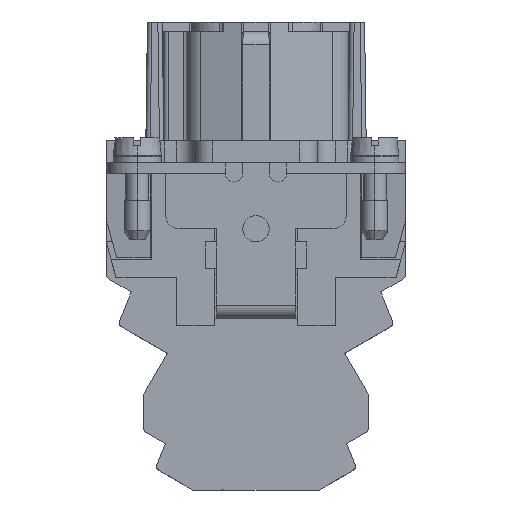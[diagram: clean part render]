
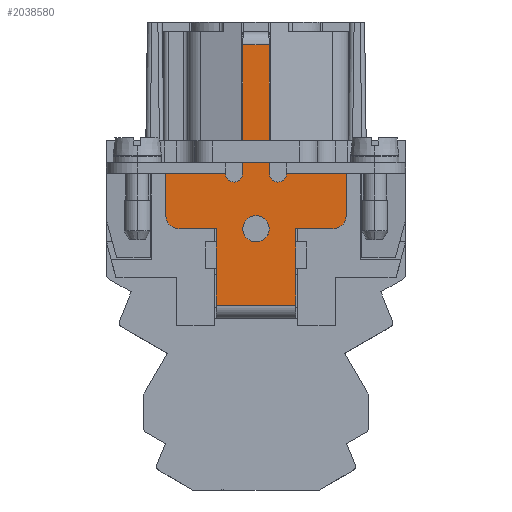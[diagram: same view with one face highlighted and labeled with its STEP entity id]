
A CAD part, left-side view. The second image highlights one B-rep face of the part: STEP entity #2038580.
In plain terms, the highlighted planar face has unit normal (-1, 0, 0).
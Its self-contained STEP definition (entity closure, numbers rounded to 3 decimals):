
#2011190=CARTESIAN_POINT('',(-4.462,35.249,-23.));
#2011200=VERTEX_POINT('',#2011190);
#2011370=CARTESIAN_POINT('',(-4.462,39.499,-23.));
#2011380=VERTEX_POINT('',#2011370);
#2011410=CARTESIAN_POINT('',(-4.462,0.,-23.));
#2011420=DIRECTION('',(0.,1.,0.));
#2011430=VECTOR('',#2011420,1.);
#2011440=LINE('',#2011410,#2011430);
#2011450=EDGE_CURVE('',#2011200,#2011380,#2011440,.T.);
#2011660=CARTESIAN_POINT('',(-4.462,33.749,-21.5));
#2011670=VERTEX_POINT('',#2011660);
#2011800=CARTESIAN_POINT('',(-4.462,35.249,-21.5));
#2011810=DIRECTION('',(1.,0.,0.));
#2011820=DIRECTION('',(0.,-1.,0.));
#2011830=AXIS2_PLACEMENT_3D('',#2011800,#2011810,#2011820);
#2011840=CIRCLE('',#2011830,1.5);
#2011850=EDGE_CURVE('',#2011670,#2011200,#2011840,.T.);
#2012030=CARTESIAN_POINT('',(-4.462,33.749,0.));
#2012040=DIRECTION('',(0.,0.,-1.));
#2012050=VECTOR('',#2012040,1.);
#2012060=LINE('',#2012030,#2012050);
#2012070=CARTESIAN_POINT('',(-4.462,33.749,-16.7));
#2012080=VERTEX_POINT('',#2012070);
#2012090=EDGE_CURVE('',#2012080,#2011670,#2012060,.T.);
#2012440=CARTESIAN_POINT('',(-4.462,54.249,-16.7));
#2012450=VERTEX_POINT('',#2012440);
#2012500=CARTESIAN_POINT('',(-4.462,54.249,0.));
#2012510=DIRECTION('',(0.,0.,1.));
#2012520=VECTOR('',#2012510,1.);
#2012530=LINE('',#2012500,#2012520);
#2012540=CARTESIAN_POINT('',(-4.462,54.249,-21.5));
#2012550=VERTEX_POINT('',#2012540);
#2012560=EDGE_CURVE('',#2012550,#2012450,#2012530,.T.);
#2012910=CARTESIAN_POINT('',(-4.462,52.749,-23.));
#2012920=VERTEX_POINT('',#2012910);
#2013050=CARTESIAN_POINT('',(-4.462,52.749,-21.5));
#2013060=DIRECTION('',(1.,0.,0.));
#2013070=DIRECTION('',(0.,-1.,0.));
#2013080=AXIS2_PLACEMENT_3D('',#2013050,#2013060,#2013070);
#2013090=CIRCLE('',#2013080,1.5);
#2013100=EDGE_CURVE('',#2012920,#2012550,#2013090,.T.);
#2013310=CARTESIAN_POINT('',(-4.462,48.499,-23.));
#2013320=VERTEX_POINT('',#2013310);
#2013440=CARTESIAN_POINT('',(-4.462,0.,-23.));
#2013450=DIRECTION('',(0.,1.,0.));
#2013460=VECTOR('',#2013450,1.);
#2013470=LINE('',#2013440,#2013460);
#2013480=EDGE_CURVE('',#2013320,#2012920,#2013470,.T.);
#2018660=CARTESIAN_POINT('',(-4.462,48.499,0.));
#2018670=DIRECTION('',(0.,0.,-1.));
#2018680=VECTOR('',#2018670,1.);
#2018690=LINE('',#2018660,#2018680);
#2018700=CARTESIAN_POINT('',(-4.462,48.499,-24.5));
#2018710=VERTEX_POINT('',#2018700);
#2018720=EDGE_CURVE('',#2013320,#2018710,#2018690,.T.);
#2019100=CARTESIAN_POINT('',(-4.462,45.499,-23.));
#2019110=VERTEX_POINT('',#2019100);
#2019140=CARTESIAN_POINT('',(-4.462,43.999,-23.));
#2019150=DIRECTION('',(-1.,0.,0.));
#2019160=DIRECTION('',(0.,1.,0.));
#2019170=AXIS2_PLACEMENT_3D('',#2019140,#2019150,#2019160);
#2019180=CIRCLE('',#2019170,1.5);
#2019190=CARTESIAN_POINT('',(-4.462,42.499,-23.));
#2019200=VERTEX_POINT('',#2019190);
#2019210=EDGE_CURVE('',#2019200,#2019110,#2019180,.T.);
#2020330=CARTESIAN_POINT('',(-4.462,39.499,0.));
#2020340=DIRECTION('',(0.,0.,1.));
#2020350=VECTOR('',#2020340,1.);
#2020360=LINE('',#2020330,#2020350);
#2020370=CARTESIAN_POINT('',(-4.462,39.499,-24.5));
#2020380=VERTEX_POINT('',#2020370);
#2020390=EDGE_CURVE('',#2020380,#2011380,#2020360,.T.);
#2021240=CARTESIAN_POINT('',(-4.462,48.499,-27.5));
#2021250=VERTEX_POINT('',#2021240);
#2021260=EDGE_CURVE('',#2018710,#2021250,#2018690,.T.);
#2026910=CARTESIAN_POINT('',(-4.462,39.499,-27.5));
#2026920=VERTEX_POINT('',#2026910);
#2027050=CARTESIAN_POINT('',(-4.462,39.499,-31.7));
#2027060=VERTEX_POINT('',#2027050);
#2027090=EDGE_CURVE('',#2027060,#2026920,#2020360,.T.);
#2027260=CARTESIAN_POINT('',(-4.462,48.499,-31.7));
#2027270=VERTEX_POINT('',#2027260);
#2027430=EDGE_CURVE('',#2021250,#2027270,#2018690,.T.);
#2027600=CARTESIAN_POINT('',(-4.462,0.,-31.7));
#2027610=DIRECTION('',(0.,1.,0.));
#2027620=VECTOR('',#2027610,1.);
#2027630=LINE('',#2027600,#2027620);
#2027640=EDGE_CURVE('',#2027060,#2027270,#2027630,.T.);
#2028050=CARTESIAN_POINT('',(-4.462,45.499,-2.1));
#2028060=VERTEX_POINT('',#2028050);
#2028090=CARTESIAN_POINT('',(-4.462,45.499,0.));
#2028100=DIRECTION('',(0.,0.,1.));
#2028110=VECTOR('',#2028100,1.);
#2028120=LINE('',#2028090,#2028110);
#2028130=CARTESIAN_POINT('',(-4.462,45.499,-16.7));
#2028140=VERTEX_POINT('',#2028130);
#2028150=EDGE_CURVE('',#2028140,#2028060,#2028120,.T.);
#2028760=CARTESIAN_POINT('',(-4.462,42.499,0.));
#2028770=DIRECTION('',(0.,0.,-1.));
#2028780=VECTOR('',#2028770,1.);
#2028790=LINE('',#2028760,#2028780);
#2028800=CARTESIAN_POINT('',(-4.462,42.499,-2.1));
#2028810=VERTEX_POINT('',#2028800);
#2028820=CARTESIAN_POINT('',(-4.462,42.499,-16.7));
#2028830=VERTEX_POINT('',#2028820);
#2028840=EDGE_CURVE('',#2028810,#2028830,#2028790,.T.);
#2029830=CARTESIAN_POINT('',(-4.462,0.,-2.1));
#2029840=DIRECTION('',(0.,1.,0.));
#2029850=VECTOR('',#2029840,1.);
#2029860=LINE('',#2029830,#2029850);
#2029870=EDGE_CURVE('',#2028810,#2028060,#2029860,.T.);
#2030610=CARTESIAN_POINT('',(-4.462,40.499,-16.7));
#2030620=VERTEX_POINT('',#2030610);
#2031050=CARTESIAN_POINT('',(-4.462,41.499,-16.7));
#2031060=DIRECTION('',(-1.,0.,0.));
#2031070=DIRECTION('',(0.,1.,0.));
#2031080=AXIS2_PLACEMENT_3D('',#2031050,#2031060,#2031070);
#2031090=CIRCLE('',#2031080,1.);
#2031100=EDGE_CURVE('',#2028830,#2030620,#2031090,.T.);
#2031360=CARTESIAN_POINT('',(-4.462,46.499,-16.7));
#2031370=DIRECTION('',(-1.,0.,0.));
#2031380=DIRECTION('',(0.,1.,0.));
#2031390=AXIS2_PLACEMENT_3D('',#2031360,#2031370,#2031380);
#2031400=CIRCLE('',#2031390,1.);
#2031410=CARTESIAN_POINT('',(-4.462,47.499,-16.7));
#2031420=VERTEX_POINT('',#2031410);
#2031430=EDGE_CURVE('',#2031420,#2028140,#2031400,.T.);
#2037260=CARTESIAN_POINT('',(-4.462,0.,-16.7));
#2037270=DIRECTION('',(0.,-1.,0.));
#2037280=VECTOR('',#2037270,1.);
#2037290=LINE('',#2037260,#2037280);
#2037300=EDGE_CURVE('',#2030620,#2012080,#2037290,.T.);
#2037750=EDGE_CURVE('',#2012450,#2031420,#2037290,.T.);
#2038080=EDGE_CURVE('',#2026920,#2020380,#2020360,.T.);
#2038220=CARTESIAN_POINT('',(-4.462,43.006,
-28.287));
#2038230=DIRECTION('',(-1.,0.,0.));
#2038240=DIRECTION('',(0.,1.,0.));
#2038250=AXIS2_PLACEMENT_3D('',#2038220,#2038230,#2038240);
#2038260=PLANE('',#2038250);
#2038270=ORIENTED_EDGE('',*,*,#2020390,.T.);
#2038280=ORIENTED_EDGE('',*,*,#2038080,.T.);
#2038290=ORIENTED_EDGE('',*,*,#2027090,.T.);
#2038300=ORIENTED_EDGE('',*,*,#2027640,.F.);
#2038310=ORIENTED_EDGE('',*,*,#2027430,.T.);
#2038320=ORIENTED_EDGE('',*,*,#2021260,.T.);
#2038330=ORIENTED_EDGE('',*,*,#2018720,.T.);
#2038340=ORIENTED_EDGE('',*,*,#2013480,.F.);
#2038350=ORIENTED_EDGE('',*,*,#2013100,.F.);
#2038360=ORIENTED_EDGE('',*,*,#2012560,.F.);
#2038370=ORIENTED_EDGE('',*,*,#2037750,.F.);
#2038380=ORIENTED_EDGE('',*,*,#2031430,.F.);
#2038390=ORIENTED_EDGE('',*,*,#2028150,.F.);
#2038400=ORIENTED_EDGE('',*,*,#2029870,.T.);
#2038410=ORIENTED_EDGE('',*,*,#2028840,.F.);
#2038420=ORIENTED_EDGE('',*,*,#2031100,.F.);
#2038430=ORIENTED_EDGE('',*,*,#2037300,.F.);
#2038440=ORIENTED_EDGE('',*,*,#2012090,.F.);
#2038450=ORIENTED_EDGE('',*,*,#2011850,.F.);
#2038460=ORIENTED_EDGE('',*,*,#2011450,.F.);
#2038470=EDGE_LOOP('',(#2038460,#2038450,#2038440,#2038430,#2038420,
#2038410,#2038400,#2038390,#2038380,#2038370,#2038360,#2038350,#2038340,
#2038330,#2038320,#2038310,#2038300,#2038290,#2038280,#2038270));
#2038480=FACE_OUTER_BOUND('',#2038470,.T.);
#2038490=CARTESIAN_POINT('',(-4.462,42.625,-23.6));
#2038500=VERTEX_POINT('',#2038490);
#2038510=EDGE_CURVE('',#2038500,#2019200,#2019180,.T.);
#2038520=ORIENTED_EDGE('',*,*,#2038510,.F.);
#2038530=ORIENTED_EDGE('',*,*,#2019210,.F.);
#2038540=EDGE_CURVE('',#2019110,#2038500,#2019180,.T.);
#2038550=ORIENTED_EDGE('',*,*,#2038540,.F.);
#2038560=EDGE_LOOP('',(#2038550,#2038530,#2038520));
#2038570=FACE_BOUND('',#2038560,.T.);
#2038580=ADVANCED_FACE('F683',(#2038480,#2038570),#2038260,.T.);
